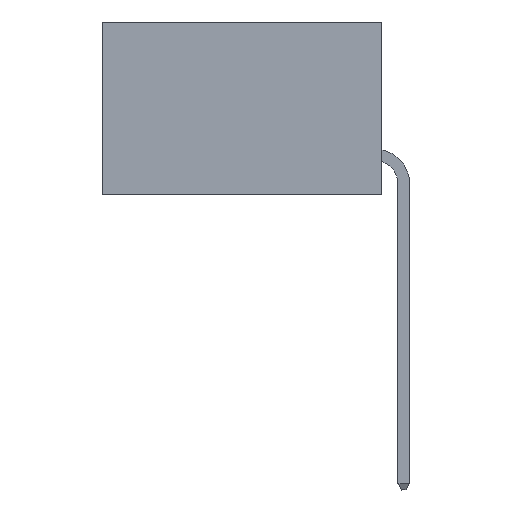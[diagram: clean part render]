
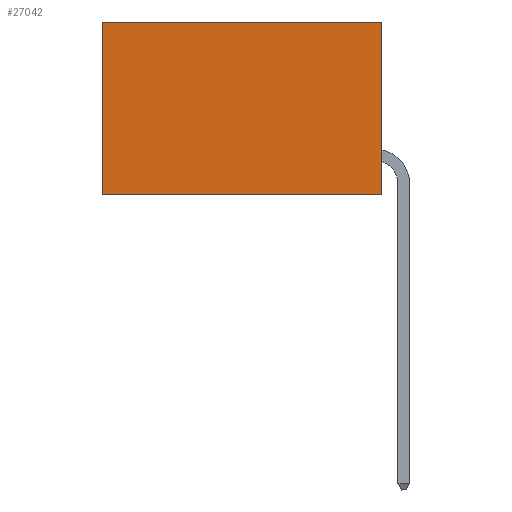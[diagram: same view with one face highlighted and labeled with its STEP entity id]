
A CAD part, left-side view. The second image highlights one B-rep face of the part: STEP entity #27042.
In plain terms, the highlighted planar face has unit normal (-1, 0, 0).
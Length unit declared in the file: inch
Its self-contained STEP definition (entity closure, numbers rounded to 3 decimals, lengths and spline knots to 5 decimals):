
#603 = LINE ( 'NONE', #14095, #960 ) ;
#960 = VECTOR ( 'NONE', #11977, 39.37008 ) ;
#1219 = CARTESIAN_POINT ( 'NONE',  ( 0.2875, 0., 0. ) ) ;
#1477 = EDGE_CURVE ( 'NONE', #18854, #21905, #2500, .T. ) ;
#2500 = LINE ( 'NONE', #12234, #13242 ) ;
#4178 = EDGE_CURVE ( 'NONE', #7270, #16713, #23563, .T. ) ;
#4710 = LINE ( 'NONE', #24555, #22028 ) ;
#5169 = CARTESIAN_POINT ( 'NONE',  ( 0.2875, 0.6, -0.37 ) ) ;
#6397 = EDGE_CURVE ( 'NONE', #21905, #16713, #4710, .T. ) ;
#7088 = ORIENTED_EDGE ( 'NONE', *, *, #6397, .F. ) ;
#7270 = VERTEX_POINT ( 'NONE', #10753 ) ;
#7555 = ORIENTED_EDGE ( 'NONE', *, *, #1477, .F. ) ;
#9027 = DIRECTION ( 'NONE',  ( 0., 0., -1. ) ) ;
#10753 = CARTESIAN_POINT ( 'NONE',  ( 0.2875, 0.6, 0. ) ) ;
#10888 = ORIENTED_EDGE ( 'NONE', *, *, #25255, .T. ) ;
#11082 = CARTESIAN_POINT ( 'NONE',  ( 0.2875, 0., -0.37 ) ) ;
#11317 = CARTESIAN_POINT ( 'NONE',  ( 0.2875, 0., 0. ) ) ;
#11977 = DIRECTION ( 'NONE',  ( 0., 1., 0. ) ) ;
#12234 = CARTESIAN_POINT ( 'NONE',  ( 0.2875, 0., 0. ) ) ;
#13242 = VECTOR ( 'NONE', #18496, 39.37008 ) ;
#14095 = CARTESIAN_POINT ( 'NONE',  ( 0.2875, 0., 0. ) ) ;
#16713 = VERTEX_POINT ( 'NONE', #5169 ) ;
#17472 = CARTESIAN_POINT ( 'NONE',  ( 0.2875, 0.6, 0. ) ) ;
#18496 = DIRECTION ( 'NONE',  ( 0., 0., -1. ) ) ;
#18533 = AXIS2_PLACEMENT_3D ( 'NONE', #11317, #23769, #25916 ) ;
#18854 = VERTEX_POINT ( 'NONE', #1219 ) ;
#21905 = VERTEX_POINT ( 'NONE', #11082 ) ;
#22028 = VECTOR ( 'NONE', #24281, 39.37008 ) ;
#22927 = VECTOR ( 'NONE', #9027, 39.37008 ) ;
#23563 = LINE ( 'NONE', #17472, #22927 ) ;
#23769 = DIRECTION ( 'NONE',  ( 1., 0., 0. ) ) ;
#23965 = PLANE ( 'NONE',  #18533 ) ;
#24281 = DIRECTION ( 'NONE',  ( 0., 1., 0. ) ) ;
#24555 = CARTESIAN_POINT ( 'NONE',  ( 0.2875, 0., -0.37 ) ) ;
#24737 = ORIENTED_EDGE ( 'NONE', *, *, #4178, .T. ) ;
#25255 = EDGE_CURVE ( 'NONE', #18854, #7270, #603, .T. ) ;
#25354 = FACE_OUTER_BOUND ( 'NONE', #26720, .T. ) ;
#25916 = DIRECTION ( 'NONE',  ( 0., 0., -1. ) ) ;
#26720 = EDGE_LOOP ( 'NONE', ( #24737, #7088, #7555, #10888 ) ) ;
#27042 = ADVANCED_FACE ( 'NONE', ( #25354 ), #23965, .F. ) ;
